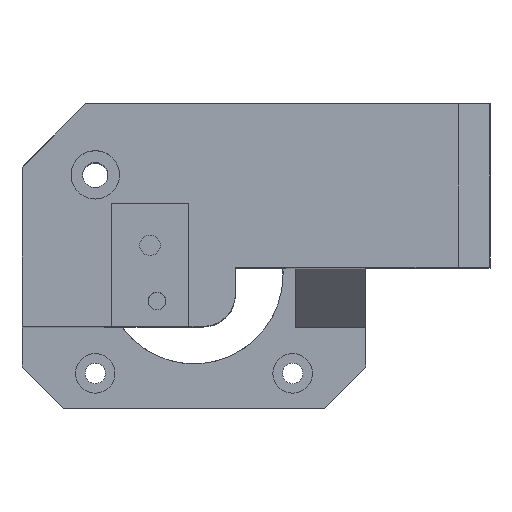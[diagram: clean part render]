
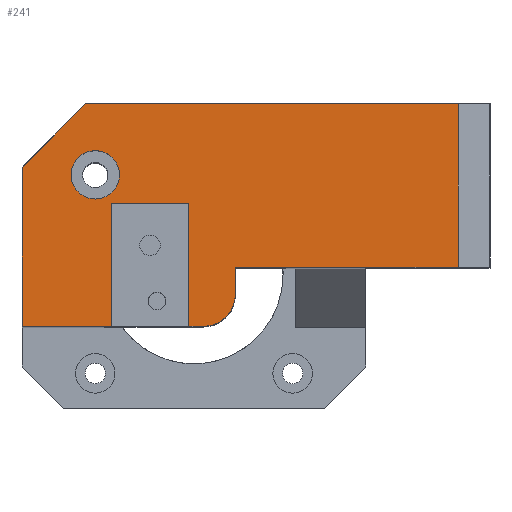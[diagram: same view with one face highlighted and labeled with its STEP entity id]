
A CAD part, top view. The second image highlights one B-rep face of the part: STEP entity #241.
In plain terms, the highlighted planar face has unit normal (0, 0, 1).
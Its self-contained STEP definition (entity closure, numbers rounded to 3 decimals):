
#203 = EDGE_CURVE('',#204,#206,#208,.T.);
#204 = VERTEX_POINT('',#205);
#205 = CARTESIAN_POINT('',(52.641,1001.228,47.945));
#206 = VERTEX_POINT('',#207);
#207 = CARTESIAN_POINT('',(52.641,976.278,47.945));
#208 = LINE('',#209,#210);
#209 = CARTESIAN_POINT('',(52.641,981.328,47.945));
#210 = VECTOR('',#211,1.);
#211 = DIRECTION('',(0.,-1.,0.));
#241 = ADVANCED_FACE('',(#242,#332),#343,.T.);
#242 = FACE_BOUND('',#243,.T.);
#243 = EDGE_LOOP('',(#244,#254,#260,#261,#269,#277,#285,#293,#301,#310,
    #318,#326));
#244 = ORIENTED_EDGE('',*,*,#245,.F.);
#245 = EDGE_CURVE('',#246,#248,#250,.T.);
#246 = VERTEX_POINT('',#247);
#247 = CARTESIAN_POINT('',(62.691,1011.278,47.945));
#248 = VERTEX_POINT('',#249);
#249 = CARTESIAN_POINT('',(121.141,1011.278,47.945));
#250 = LINE('',#251,#252);
#251 = CARTESIAN_POINT('',(98.156,1011.278,47.945));
#252 = VECTOR('',#253,1.);
#253 = DIRECTION('',(1.,0.,0.));
#254 = ORIENTED_EDGE('',*,*,#255,.T.);
#255 = EDGE_CURVE('',#246,#204,#256,.T.);
#256 = LINE('',#257,#258);
#257 = CARTESIAN_POINT('',(64.7,1013.288,47.945));
#258 = VECTOR('',#259,1.);
#259 = DIRECTION('',(-0.707,-0.707,0.));
#260 = ORIENTED_EDGE('',*,*,#203,.T.);
#261 = ORIENTED_EDGE('',*,*,#262,.T.);
#262 = EDGE_CURVE('',#206,#263,#265,.T.);
#263 = VERTEX_POINT('',#264);
#264 = CARTESIAN_POINT('',(66.651,976.278,47.945));
#265 = LINE('',#266,#267);
#266 = CARTESIAN_POINT('',(66.426,976.278,47.945));
#267 = VECTOR('',#268,1.);
#268 = DIRECTION('',(1.,0.,0.));
#269 = ORIENTED_EDGE('',*,*,#270,.F.);
#270 = EDGE_CURVE('',#271,#263,#273,.T.);
#271 = VERTEX_POINT('',#272);
#272 = CARTESIAN_POINT('',(66.651,995.528,47.945));
#273 = LINE('',#274,#275);
#274 = CARTESIAN_POINT('',(66.651,991.676,47.945));
#275 = VECTOR('',#276,1.);
#276 = DIRECTION('',(0.,-1.,0.));
#277 = ORIENTED_EDGE('',*,*,#278,.F.);
#278 = EDGE_CURVE('',#279,#271,#281,.T.);
#279 = VERTEX_POINT('',#280);
#280 = CARTESIAN_POINT('',(78.841,995.528,47.945));
#281 = LINE('',#282,#283);
#282 = CARTESIAN_POINT('',(78.626,995.528,47.945));
#283 = VECTOR('',#284,1.);
#284 = DIRECTION('',(-1.,0.,0.));
#285 = ORIENTED_EDGE('',*,*,#286,.F.);
#286 = EDGE_CURVE('',#287,#279,#289,.T.);
#287 = VERTEX_POINT('',#288);
#288 = CARTESIAN_POINT('',(78.841,976.278,47.945));
#289 = LINE('',#290,#291);
#290 = CARTESIAN_POINT('',(78.841,985.528,47.945));
#291 = VECTOR('',#292,1.);
#292 = DIRECTION('',(0.,1.,0.));
#293 = ORIENTED_EDGE('',*,*,#294,.F.);
#294 = EDGE_CURVE('',#295,#287,#297,.T.);
#295 = VERTEX_POINT('',#296);
#296 = CARTESIAN_POINT('',(81.141,976.278,47.945));
#297 = LINE('',#298,#299);
#298 = CARTESIAN_POINT('',(78.846,976.278,47.945));
#299 = VECTOR('',#300,1.);
#300 = DIRECTION('',(-1.,0.,0.));
#301 = ORIENTED_EDGE('',*,*,#302,.T.);
#302 = EDGE_CURVE('',#295,#303,#305,.T.);
#303 = VERTEX_POINT('',#304);
#304 = CARTESIAN_POINT('',(86.141,981.278,47.945));
#305 = CIRCLE('',#306,5.);
#306 = AXIS2_PLACEMENT_3D('',#307,#308,#309);
#307 = CARTESIAN_POINT('',(81.141,981.278,47.945));
#308 = DIRECTION('',(0.,0.,1.));
#309 = DIRECTION('',(1.,0.,0.));
#310 = ORIENTED_EDGE('',*,*,#311,.T.);
#311 = EDGE_CURVE('',#303,#312,#314,.T.);
#312 = VERTEX_POINT('',#313);
#313 = CARTESIAN_POINT('',(86.141,985.528,47.945));
#314 = LINE('',#315,#316);
#315 = CARTESIAN_POINT('',(86.141,976.278,47.945));
#316 = VECTOR('',#317,1.);
#317 = DIRECTION('',(0.,1.,0.));
#318 = ORIENTED_EDGE('',*,*,#319,.F.);
#319 = EDGE_CURVE('',#320,#312,#322,.T.);
#320 = VERTEX_POINT('',#321);
#321 = CARTESIAN_POINT('',(121.141,985.528,47.945));
#322 = LINE('',#323,#324);
#323 = CARTESIAN_POINT('',(90.997,985.528,47.945));
#324 = VECTOR('',#325,1.);
#325 = DIRECTION('',(-1.,0.,0.));
#326 = ORIENTED_EDGE('',*,*,#327,.T.);
#327 = EDGE_CURVE('',#320,#248,#328,.T.);
#328 = LINE('',#329,#330);
#329 = CARTESIAN_POINT('',(121.141,985.528,47.945));
#330 = VECTOR('',#331,1.);
#331 = DIRECTION('',(0.,1.,0.));
#332 = FACE_BOUND('',#333,.T.);
#333 = EDGE_LOOP('',(#334));
#334 = ORIENTED_EDGE('',*,*,#335,.F.);
#335 = EDGE_CURVE('',#336,#336,#338,.T.);
#336 = VERTEX_POINT('',#337);
#337 = CARTESIAN_POINT('',(67.941,1000.078,47.945));
#338 = CIRCLE('',#339,3.8);
#339 = AXIS2_PLACEMENT_3D('',#340,#341,#342);
#340 = CARTESIAN_POINT('',(64.141,1000.078,47.945));
#341 = DIRECTION('',(0.,0.,1.));
#342 = DIRECTION('',(1.,0.,0.));
#343 = PLANE('',#344);
#344 = AXIS2_PLACEMENT_3D('',#345,#346,#347);
#345 = CARTESIAN_POINT('',(84.168,994.505,47.945));
#346 = DIRECTION('',(0.,0.,1.));
#347 = DIRECTION('',(1.,0.,0.));
